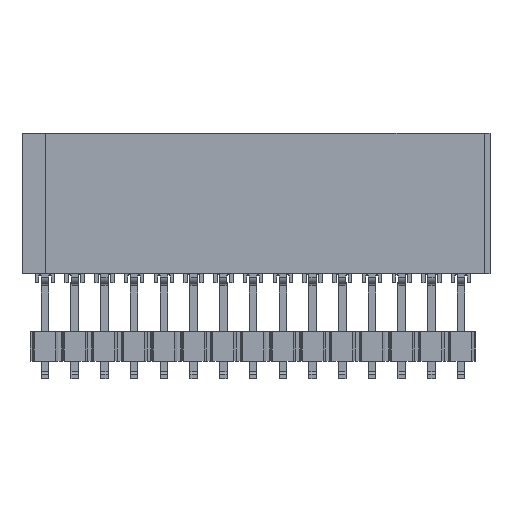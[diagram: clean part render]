
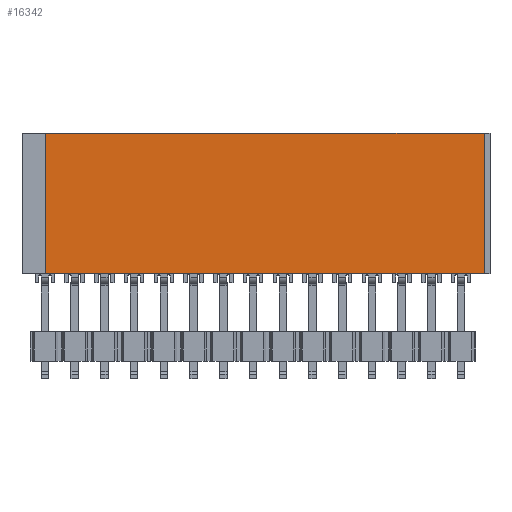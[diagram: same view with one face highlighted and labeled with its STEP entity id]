
A CAD part, top view. The second image highlights one B-rep face of the part: STEP entity #16342.
In plain terms, the highlighted planar face has unit normal (0, 0, 1).
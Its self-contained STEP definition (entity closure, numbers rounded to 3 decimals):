
#1842 = CARTESIAN_POINT ( 'NONE',  ( 19.74, 12., 3. ) ) ;
#4202 = CARTESIAN_POINT ( 'NONE',  ( -17.74, 0., 3. ) ) ;
#4418 = EDGE_CURVE ( 'NONE', #48913, #58671, #19877, .T. ) ;
#4520 = DIRECTION ( 'NONE',  ( 0., 0., 1. ) ) ;
#9126 = EDGE_CURVE ( 'NONE', #58671, #57973, #41581, .T. ) ;
#9311 = VECTOR ( 'NONE', #56943, 1000. ) ;
#9657 = PLANE ( 'NONE',  #24802 ) ;
#10759 = ORIENTED_EDGE ( 'NONE', *, *, #21909, .T. ) ;
#16342 = ADVANCED_FACE ( 'NONE', ( #41712 ), #9657, .T. ) ;
#16349 = CARTESIAN_POINT ( 'NONE',  ( -17.74, 12., 3. ) ) ;
#16611 = ORIENTED_EDGE ( 'NONE', *, *, #56872, .T. ) ;
#16670 = DIRECTION ( 'NONE',  ( 1., 0., 0. ) ) ;
#19877 = LINE ( 'NONE', #61163, #35627 ) ;
#21124 = CARTESIAN_POINT ( 'NONE',  ( -17.74, 0., 3. ) ) ;
#21324 = VECTOR ( 'NONE', #16670, 1000. ) ;
#21909 = EDGE_CURVE ( 'NONE', #41183, #57973, #32513, .T. ) ;
#22070 = CARTESIAN_POINT ( 'NONE',  ( -17.74, 12., 3. ) ) ;
#23859 = EDGE_LOOP ( 'NONE', ( #10759, #54436, #58037, #16611 ) ) ;
#24802 = AXIS2_PLACEMENT_3D ( 'NONE', #4202, #4520, #67313 ) ;
#30001 = LINE ( 'NONE', #51155, #9311 ) ;
#32513 = LINE ( 'NONE', #57755, #63725 ) ;
#35627 = VECTOR ( 'NONE', #39680, 1000. ) ;
#39680 = DIRECTION ( 'NONE',  ( 0., 1., 0. ) ) ;
#41183 = VERTEX_POINT ( 'NONE', #60145 ) ;
#41581 = LINE ( 'NONE', #16349, #21324 ) ;
#41712 = FACE_OUTER_BOUND ( 'NONE', #23859, .T. ) ;
#48913 = VERTEX_POINT ( 'NONE', #21124 ) ;
#51155 = CARTESIAN_POINT ( 'NONE',  ( -17.74, 0., 3. ) ) ;
#53315 = DIRECTION ( 'NONE',  ( 0., 1., 0. ) ) ;
#54436 = ORIENTED_EDGE ( 'NONE', *, *, #9126, .F. ) ;
#56872 = EDGE_CURVE ( 'NONE', #48913, #41183, #30001, .T. ) ;
#56943 = DIRECTION ( 'NONE',  ( 1., 0., 0. ) ) ;
#57755 = CARTESIAN_POINT ( 'NONE',  ( 19.74, 0., 3. ) ) ;
#57973 = VERTEX_POINT ( 'NONE', #1842 ) ;
#58037 = ORIENTED_EDGE ( 'NONE', *, *, #4418, .F. ) ;
#58671 = VERTEX_POINT ( 'NONE', #22070 ) ;
#60145 = CARTESIAN_POINT ( 'NONE',  ( 19.74, 0., 3. ) ) ;
#61163 = CARTESIAN_POINT ( 'NONE',  ( -17.74, 0., 3. ) ) ;
#63725 = VECTOR ( 'NONE', #53315, 1000. ) ;
#67313 = DIRECTION ( 'NONE',  ( 1., 0., 0. ) ) ;
